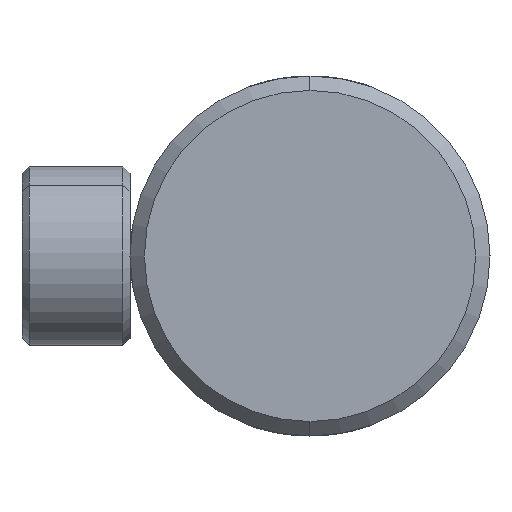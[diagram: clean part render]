
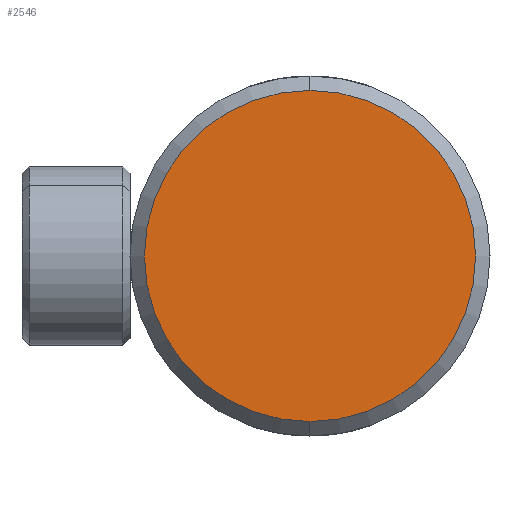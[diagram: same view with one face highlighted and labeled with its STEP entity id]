
A CAD part, left-side view. The second image highlights one B-rep face of the part: STEP entity #2546.
In plain terms, the highlighted planar face has unit normal (-1, 0, 0).
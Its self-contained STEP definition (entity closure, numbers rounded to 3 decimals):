
#385 = CARTESIAN_POINT ( 'NONE',  ( -38., 25., 0. ) ) ;
#812 = DIRECTION ( 'NONE',  ( 0., 0., -1. ) ) ;
#1047 = EDGE_LOOP ( 'NONE', ( #1810, #2833 ) ) ;
#1087 = CIRCLE ( 'NONE', #1749, 23. ) ;
#1124 = VERTEX_POINT ( 'NONE', #1838 ) ;
#1152 = DIRECTION ( 'NONE',  ( 0., 0., -1. ) ) ;
#1172 = CARTESIAN_POINT ( 'NONE',  ( -38., 0., -23. ) ) ;
#1286 = EDGE_CURVE ( 'NONE', #2337, #1124, #1087, .T. ) ;
#1407 = DIRECTION ( 'NONE',  ( -1., 0., 0. ) ) ;
#1467 = CARTESIAN_POINT ( 'NONE',  ( -38., 0., 0. ) ) ;
#1650 = CARTESIAN_POINT ( 'NONE',  ( -38., 0., 0. ) ) ;
#1720 = DIRECTION ( 'NONE',  ( -1., 0., 0. ) ) ;
#1736 = PLANE ( 'NONE',  #2577 ) ;
#1749 = AXIS2_PLACEMENT_3D ( 'NONE', #1650, #1720, #1152 ) ;
#1810 = ORIENTED_EDGE ( 'NONE', *, *, #1286, .T. ) ;
#1834 = DIRECTION ( 'NONE',  ( 1., 0., 0. ) ) ;
#1838 = CARTESIAN_POINT ( 'NONE',  ( -38., 0., 23. ) ) ;
#1876 = DIRECTION ( 'NONE',  ( 0., 0., -1. ) ) ;
#1910 = CIRCLE ( 'NONE', #2729, 23. ) ;
#2337 = VERTEX_POINT ( 'NONE', #1172 ) ;
#2546 = ADVANCED_FACE ( 'NONE', ( #2598 ), #1736, .F. ) ;
#2577 = AXIS2_PLACEMENT_3D ( 'NONE', #385, #1834, #812 ) ;
#2580 = EDGE_CURVE ( 'NONE', #1124, #2337, #1910, .T. ) ;
#2598 = FACE_OUTER_BOUND ( 'NONE', #1047, .T. ) ;
#2729 = AXIS2_PLACEMENT_3D ( 'NONE', #1467, #1407, #1876 ) ;
#2833 = ORIENTED_EDGE ( 'NONE', *, *, #2580, .T. ) ;
